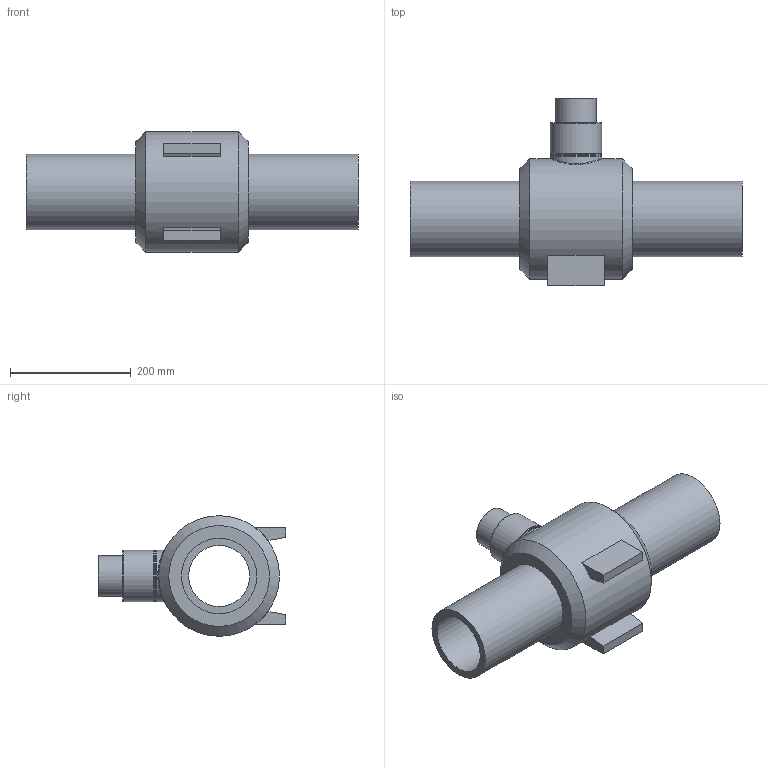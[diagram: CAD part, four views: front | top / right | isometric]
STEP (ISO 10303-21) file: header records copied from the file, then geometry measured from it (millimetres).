
FILE_DESCRIPTION(/* description */ ('PLASSON PE BALL VALVE 125'),/* implementation_level */ '2;1');
FILE_NAME(/* name */ '436207125.ipt.stp',/* time_stamp */ '2017-11-06T09:08:48+02:00',/* author */ ('Кирилл'),/* organization */ (''),/* preprocessor_version */ 'ST-DEVELOPER v15.6',/* originating_system */ 'Autodesk Inventor 2015',/* authorisation */ '');
FILE_SCHEMA (('AUTOMOTIVE_DESIGN { 1 0 10303 214 3 1 1 }'));
Length unit declared in the file: millimetre
Products named in the file (1): 436207125
Bounding box: 550 x 310 x 200 mm (x, y, z)
Volume: 5297751.2 mm3; surface area: 533891.9 mm2
Topology: 1 solids, 1 shells, 33 faces, 70 edges, 44 vertices
Faces by surface type: plane 16, cylinder 9, cone 4, torus 2, bspline 1, sphere 1
Full cylindrical faces by diameter (mm): 68 x1, 85 x3, 101 x2, 125 x2, 200 x1
Entity records: 949 total; most frequent: CARTESIAN_POINT 293, DIRECTION 138, ORIENTED_EDGE 96, AXIS2_PLACEMENT_3D 59, EDGE_LOOP 57, EDGE_CURVE 48, VERTEX_POINT 39, ADVANCED_FACE 33
